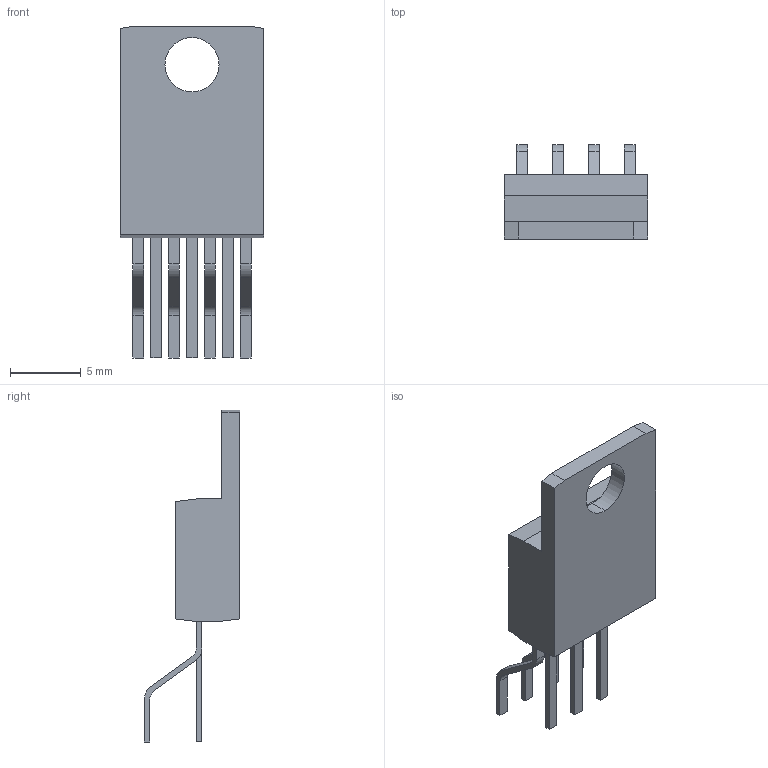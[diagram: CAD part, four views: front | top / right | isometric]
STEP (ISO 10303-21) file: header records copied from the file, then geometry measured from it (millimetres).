
FILE_DESCRIPTION (( 'STEP AP214' ), '1' );
FILE_NAME ('7441C6CB-ADF6-40BB-885A-63B8FBF1E36D.STEP', '2026-02-16T12:16:36', ( '' ), ( '' ), 'SwSTEP 2.0', 'SolidWorks 2022', '' );
FILE_SCHEMA (( 'AUTOMOTIVE_DESIGN' ));
Length unit declared in the file: millimetre
Products named in the file (1): 7441C6CB-ADF6-40BB-885A-63B8FBF1E36D
Bounding box: 10.16 x 6.74 x 23.52 mm (x, y, z)
Volume: 484.9 mm3; surface area: 630.1 mm2
Topology: 1 solids, 1 shells, 90 faces, 272 edges, 199 vertices
Faces by surface type: plane 72, cylinder 18
Entity records: 4636 total; most frequent: CARTESIAN_POINT 1132, ORIENTED_EDGE 544, DIRECTION 461, EDGE_CURVE 272, VECTOR 207, LINE 207, VERTEX_POINT 199, AXIS2_PLACEMENT_3D 127
